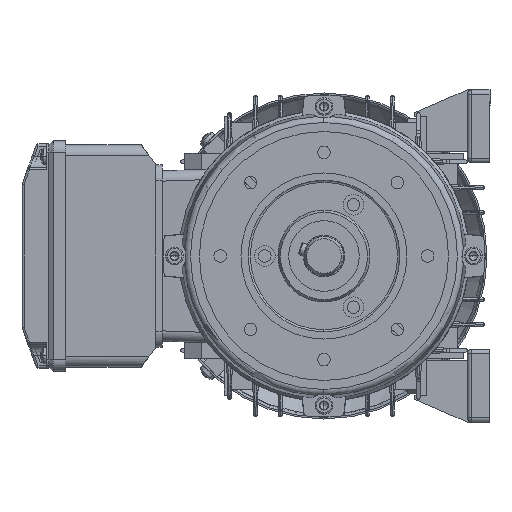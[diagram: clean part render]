
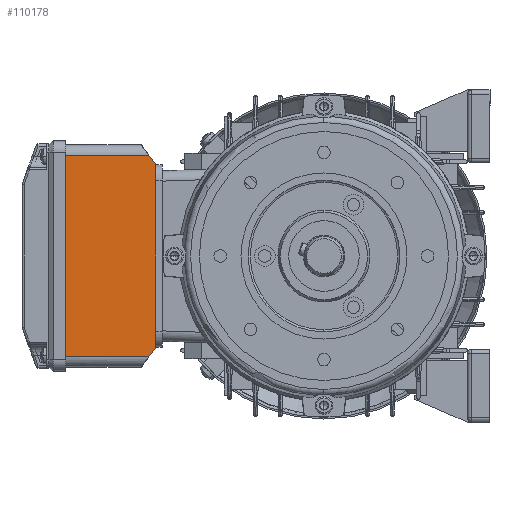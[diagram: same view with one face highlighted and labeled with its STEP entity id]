
A CAD part, left-side view. The second image highlights one B-rep face of the part: STEP entity #110178.
In plain terms, the highlighted planar face has unit normal (-1, 0, 0).
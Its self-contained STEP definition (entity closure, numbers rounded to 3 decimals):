
#3156 = LINE ( 'NONE', #40697, #40200 ) ;
#7765 = CARTESIAN_POINT ( 'NONE',  ( -68.5, -53.5, 47. ) ) ;
#7917 = VERTEX_POINT ( 'NONE', #17614 ) ;
#11300 = VERTEX_POINT ( 'NONE', #104805 ) ;
#12355 = AXIS2_PLACEMENT_3D ( 'NONE', #7765, #26847, #17005 ) ;
#14317 = CARTESIAN_POINT ( 'NONE',  ( -68.5, 44., 47. ) ) ;
#17005 = DIRECTION ( 'NONE',  ( 0., 0., -1. ) ) ;
#17614 = CARTESIAN_POINT ( 'NONE',  ( -68.5, 48.5, 3.5 ) ) ;
#24536 = LINE ( 'NONE', #99007, #45592 ) ;
#26139 = ORIENTED_EDGE ( 'NONE', *, *, #59051, .T. ) ;
#26847 = DIRECTION ( 'NONE',  ( 1., 0., 0. ) ) ;
#27349 = LINE ( 'NONE', #102424, #28790 ) ;
#28790 = VECTOR ( 'NONE', #96650, 1000. ) ;
#29687 = VERTEX_POINT ( 'NONE', #42363 ) ;
#40200 = VECTOR ( 'NONE', #78245, 1000. ) ;
#40697 = CARTESIAN_POINT ( 'NONE',  ( -68.5, -48.5, 47. ) ) ;
#42363 = CARTESIAN_POINT ( 'NONE',  ( -68.5, -48.5, 43.684 ) ) ;
#43299 = VERTEX_POINT ( 'NONE', #14317 ) ;
#45592 = VECTOR ( 'NONE', #116229, 1000. ) ;
#48990 = LINE ( 'NONE', #114206, #102530 ) ;
#49905 = ORIENTED_EDGE ( 'NONE', *, *, #67055, .F. ) ;
#52083 = CARTESIAN_POINT ( 'NONE',  ( -68.5, -53.5, 47. ) ) ;
#54459 = VERTEX_POINT ( 'NONE', #84416 ) ;
#56060 = EDGE_CURVE ( 'NONE', #54459, #7917, #119166, .T. ) ;
#56450 = ORIENTED_EDGE ( 'NONE', *, *, #96870, .F. ) ;
#57167 = ORIENTED_EDGE ( 'NONE', *, *, #72186, .T. ) ;
#59051 = EDGE_CURVE ( 'NONE', #11300, #7917, #27349, .T. ) ;
#61629 = CARTESIAN_POINT ( 'NONE',  ( -68.5, -44., 47. ) ) ;
#67055 = EDGE_CURVE ( 'NONE', #11300, #43299, #48990, .T. ) ;
#69295 = LINE ( 'NONE', #52083, #81846 ) ;
#69505 = ORIENTED_EDGE ( 'NONE', *, *, #56060, .F. ) ;
#72186 = EDGE_CURVE ( 'NONE', #54459, #29687, #3156, .T. ) ;
#76071 = DIRECTION ( 'NONE',  ( 0., -0.805, 0.593 ) ) ;
#78245 = DIRECTION ( 'NONE',  ( 0., 0., 1. ) ) ;
#79295 = VECTOR ( 'NONE', #82249, 1000. ) ;
#81846 = VECTOR ( 'NONE', #118490, 1000. ) ;
#82249 = DIRECTION ( 'NONE',  ( 0., 1., 0. ) ) ;
#84063 = PLANE ( 'NONE',  #12355 ) ;
#84416 = CARTESIAN_POINT ( 'NONE',  ( -68.5, -48.5, 3.5 ) ) ;
#91455 = CARTESIAN_POINT ( 'NONE',  ( -68.5, -48.5, 3.5 ) ) ;
#96650 = DIRECTION ( 'NONE',  ( 0., 0., -1. ) ) ;
#96870 = EDGE_CURVE ( 'NONE', #43299, #106358, #69295, .T. ) ;
#99007 = CARTESIAN_POINT ( 'NONE',  ( -68.5, -44., 47. ) ) ;
#102424 = CARTESIAN_POINT ( 'NONE',  ( -68.5, 48.5, 47. ) ) ;
#102530 = VECTOR ( 'NONE', #76071, 1000. ) ;
#104805 = CARTESIAN_POINT ( 'NONE',  ( -68.5, 48.5, 43.684 ) ) ;
#106358 = VERTEX_POINT ( 'NONE', #61629 ) ;
#106826 = EDGE_CURVE ( 'NONE', #106358, #29687, #24536, .T. ) ;
#110178 = ADVANCED_FACE ( 'NONE', ( #112359 ), #84063, .F. ) ;
#112359 = FACE_OUTER_BOUND ( 'NONE', #121312, .T. ) ;
#112702 = ORIENTED_EDGE ( 'NONE', *, *, #106826, .F. ) ;
#114206 = CARTESIAN_POINT ( 'NONE',  ( -68.5, 53.5, 40. ) ) ;
#116229 = DIRECTION ( 'NONE',  ( 0., -0.805, -0.593 ) ) ;
#118490 = DIRECTION ( 'NONE',  ( 0., -1., 0. ) ) ;
#119166 = LINE ( 'NONE', #91455, #79295 ) ;
#121312 = EDGE_LOOP ( 'NONE', ( #69505, #57167, #112702, #56450, #49905, #26139 ) ) ;
